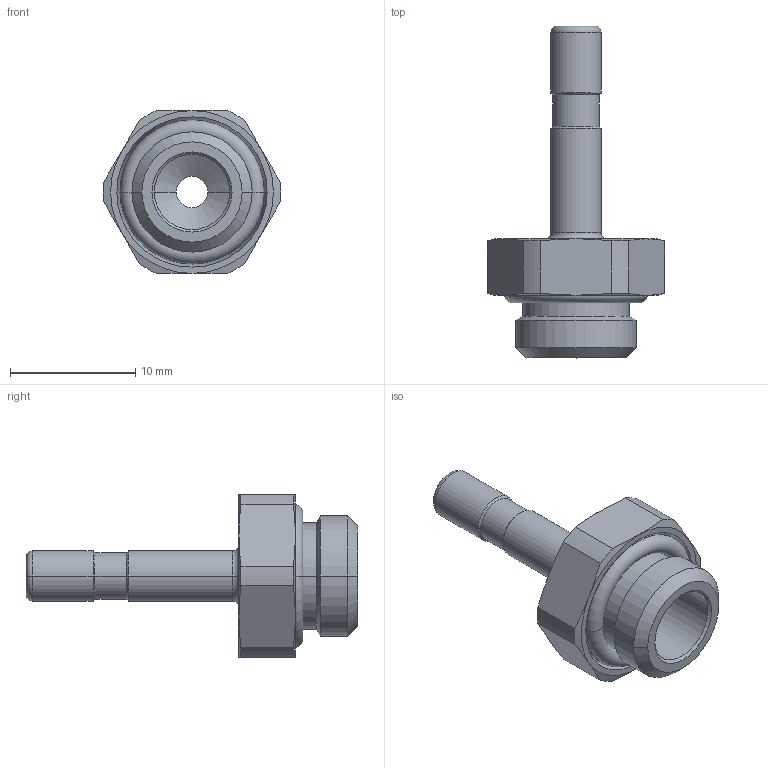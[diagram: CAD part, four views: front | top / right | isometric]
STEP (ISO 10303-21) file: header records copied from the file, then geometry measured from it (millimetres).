
FILE_DESCRIPTION((''),'2;1');
FILE_NAME('mxm.38.04.18',(''),('sopra-pneumatic'),'PRO/ENGINEER BY PARAMETRIC TECHNOLOGY CORPORATION, 2015110','PRO/ENGINEER BY PARAMETRIC TECHNOLOGY CORPORATION, 2015110','');
FILE_SCHEMA(('CONFIG_CONTROL_DESIGN'));
Length unit declared in the file: millimetre
Products named in the file (1): 383806B_908X4-4FF-1-8
Bounding box: 14.19 x 26.5 x 13 mm (x, y, z)
Volume: 887.3 mm3; surface area: 1300.6 mm2
Topology: 2 solids, 2 shells, 69 faces, 148 edges, 84 vertices
Faces by surface type: cone 28, cylinder 20, plane 11, torus 10
Entity records: 1918 total; most frequent: CARTESIAN_POINT 371, DIRECTION 344, ORIENTED_EDGE 296, AXIS2_PLACEMENT_3D 151, EDGE_CURVE 148, VERTEX_POINT 84, CIRCLE 82, EDGE_LOOP 74
